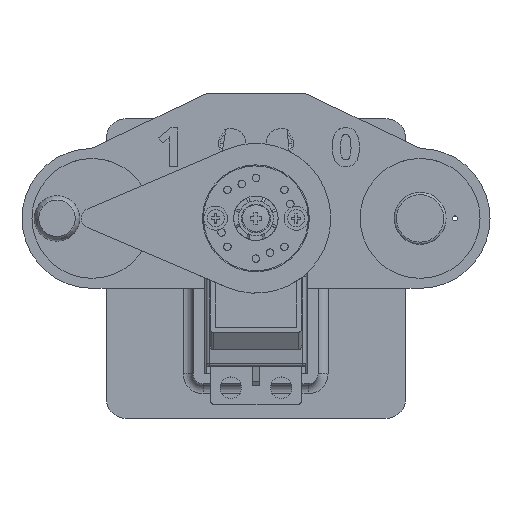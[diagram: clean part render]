
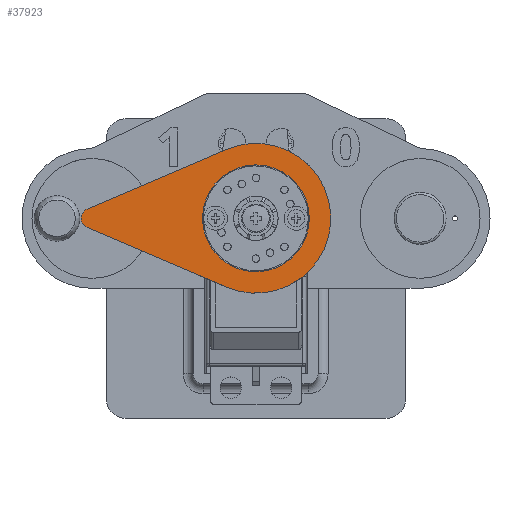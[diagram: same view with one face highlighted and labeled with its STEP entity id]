
A CAD part, top view. The second image highlights one B-rep face of the part: STEP entity #37923.
In plain terms, the highlighted planar face has unit normal (0, 0, 1).
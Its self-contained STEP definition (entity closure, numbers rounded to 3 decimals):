
#37446 = VERTEX_POINT('',#37447);
#37447 = CARTESIAN_POINT('',(1.838,33.788,3.5));
#37454 = CYLINDRICAL_SURFACE('',#37455,2.);
#37455 = AXIS2_PLACEMENT_3D('',#37456,#37457,#37458);
#37456 = CARTESIAN_POINT('',(0.,33.,0.));
#37457 = DIRECTION('',(-0.,-0.,-1.));
#37458 = DIRECTION('',(1.,0.,0.));
#37466 = PLANE('',#37467);
#37467 = AXIS2_PLACEMENT_3D('',#37468,#37469,#37470);
#37468 = CARTESIAN_POINT('',(1.838,33.788,0.));
#37469 = DIRECTION('',(0.919,0.394,0.));
#37470 = DIRECTION('',(0.394,-0.919,0.));
#37478 = EDGE_CURVE('',#37446,#37479,#37481,.T.);
#37479 = VERTEX_POINT('',#37480);
#37480 = CARTESIAN_POINT('',(-1.838,33.788,3.5));
#37481 = SURFACE_CURVE('',#37482,(#37487,#37494),.PCURVE_S1.);
#37482 = CIRCLE('',#37483,2.);
#37483 = AXIS2_PLACEMENT_3D('',#37484,#37485,#37486);
#37484 = CARTESIAN_POINT('',(0.,33.,3.5));
#37485 = DIRECTION('',(0.,0.,1.));
#37486 = DIRECTION('',(1.,0.,0.));
#37487 = PCURVE('',#37454,#37488);
#37488 = DEFINITIONAL_REPRESENTATION('',(#37489),#37493);
#37489 = LINE('',#37490,#37491);
#37490 = CARTESIAN_POINT('',(-0.,-3.5));
#37491 = VECTOR('',#37492,1.);
#37492 = DIRECTION('',(-1.,0.));
#37493 = ( GEOMETRIC_REPRESENTATION_CONTEXT(2) 
PARAMETRIC_REPRESENTATION_CONTEXT() REPRESENTATION_CONTEXT('2D SPACE',''
  ) );
#37494 = PCURVE('',#37495,#37500);
#37495 = PLANE('',#37496);
#37496 = AXIS2_PLACEMENT_3D('',#37497,#37498,#37499);
#37497 = CARTESIAN_POINT('',(1.838,33.788,3.5));
#37498 = DIRECTION('',(0.,0.,-1.));
#37499 = DIRECTION('',(-1.,0.,0.));
#37500 = DEFINITIONAL_REPRESENTATION('',(#37501),#37509);
#37501 = ( BOUNDED_CURVE() B_SPLINE_CURVE(2,(#37502,#37503,#37504,#37505
    ,#37506,#37507,#37508),.UNSPECIFIED.,.F.,.F.) 
B_SPLINE_CURVE_WITH_KNOTS((1,2,2,2,2,1),(-2.094,0.,
    2.094,4.189,6.283,8.378),
.UNSPECIFIED.) CURVE() GEOMETRIC_REPRESENTATION_ITEM() 
RATIONAL_B_SPLINE_CURVE((1.,0.5,1.,0.5,1.,0.5,1.)) REPRESENTATION_ITEM(
  '') );
#37502 = CARTESIAN_POINT('',(-0.162,-0.788));
#37503 = CARTESIAN_POINT('',(-0.162,2.676));
#37504 = CARTESIAN_POINT('',(2.838,0.944));
#37505 = CARTESIAN_POINT('',(5.838,-0.788));
#37506 = CARTESIAN_POINT('',(2.838,-2.52));
#37507 = CARTESIAN_POINT('',(-0.162,-4.252));
#37508 = CARTESIAN_POINT('',(-0.162,-0.788));
#37509 = ( GEOMETRIC_REPRESENTATION_CONTEXT(2) 
PARAMETRIC_REPRESENTATION_CONTEXT() REPRESENTATION_CONTEXT('2D SPACE',''
  ) );
#37527 = PLANE('',#37528);
#37528 = AXIS2_PLACEMENT_3D('',#37529,#37530,#37531);
#37529 = CARTESIAN_POINT('',(-1.838,33.788,0.));
#37530 = DIRECTION('',(0.919,-0.394,0.));
#37531 = DIRECTION('',(-0.394,-0.919,0.));
#37574 = EDGE_CURVE('',#37446,#37575,#37577,.T.);
#37575 = VERTEX_POINT('',#37576);
#37576 = CARTESIAN_POINT('',(13.787,5.909,3.5));
#37577 = SURFACE_CURVE('',#37578,(#37582,#37589),.PCURVE_S1.);
#37578 = LINE('',#37579,#37580);
#37579 = CARTESIAN_POINT('',(1.838,33.788,3.5));
#37580 = VECTOR('',#37581,1.);
#37581 = DIRECTION('',(0.394,-0.919,0.));
#37582 = PCURVE('',#37466,#37583);
#37583 = DEFINITIONAL_REPRESENTATION('',(#37584),#37588);
#37584 = LINE('',#37585,#37586);
#37585 = CARTESIAN_POINT('',(0.,-3.5));
#37586 = VECTOR('',#37587,1.);
#37587 = DIRECTION('',(1.,0.));
#37588 = ( GEOMETRIC_REPRESENTATION_CONTEXT(2) 
PARAMETRIC_REPRESENTATION_CONTEXT() REPRESENTATION_CONTEXT('2D SPACE',''
  ) );
#37589 = PCURVE('',#37495,#37590);
#37590 = DEFINITIONAL_REPRESENTATION('',(#37591),#37595);
#37591 = LINE('',#37592,#37593);
#37592 = CARTESIAN_POINT('',(0.,0.));
#37593 = VECTOR('',#37594,1.);
#37594 = DIRECTION('',(-0.394,-0.919));
#37595 = ( GEOMETRIC_REPRESENTATION_CONTEXT(2) 
PARAMETRIC_REPRESENTATION_CONTEXT() REPRESENTATION_CONTEXT('2D SPACE',''
  ) );
#37613 = CYLINDRICAL_SURFACE('',#37614,15.);
#37614 = AXIS2_PLACEMENT_3D('',#37615,#37616,#37617);
#37615 = CARTESIAN_POINT('',(0.,0.,0.)
  );
#37616 = DIRECTION('',(-0.,-0.,-1.));
#37617 = DIRECTION('',(1.,0.,0.));
#37650 = EDGE_CURVE('',#37479,#37651,#37653,.T.);
#37651 = VERTEX_POINT('',#37652);
#37652 = CARTESIAN_POINT('',(-13.787,5.909,3.5));
#37653 = SURFACE_CURVE('',#37654,(#37658,#37665),.PCURVE_S1.);
#37654 = LINE('',#37655,#37656);
#37655 = CARTESIAN_POINT('',(-1.838,33.788,3.5));
#37656 = VECTOR('',#37657,1.);
#37657 = DIRECTION('',(-0.394,-0.919,0.));
#37658 = PCURVE('',#37527,#37659);
#37659 = DEFINITIONAL_REPRESENTATION('',(#37660),#37664);
#37660 = LINE('',#37661,#37662);
#37661 = CARTESIAN_POINT('',(0.,-3.5));
#37662 = VECTOR('',#37663,1.);
#37663 = DIRECTION('',(1.,-0.));
#37664 = ( GEOMETRIC_REPRESENTATION_CONTEXT(2) 
PARAMETRIC_REPRESENTATION_CONTEXT() REPRESENTATION_CONTEXT('2D SPACE',''
  ) );
#37665 = PCURVE('',#37495,#37666);
#37666 = DEFINITIONAL_REPRESENTATION('',(#37667),#37671);
#37667 = LINE('',#37668,#37669);
#37668 = CARTESIAN_POINT('',(3.677,0.));
#37669 = VECTOR('',#37670,1.);
#37670 = DIRECTION('',(0.394,-0.919));
#37671 = ( GEOMETRIC_REPRESENTATION_CONTEXT(2) 
PARAMETRIC_REPRESENTATION_CONTEXT() REPRESENTATION_CONTEXT('2D SPACE',''
  ) );
#37923 = ADVANCED_FACE('',(#37924,#37955),#37495,.F.);
#37924 = FACE_BOUND('',#37925,.F.);
#37925 = EDGE_LOOP('',(#37926,#37927,#37928,#37954));
#37926 = ORIENTED_EDGE('',*,*,#37478,.F.);
#37927 = ORIENTED_EDGE('',*,*,#37574,.T.);
#37928 = ORIENTED_EDGE('',*,*,#37929,.F.);
#37929 = EDGE_CURVE('',#37651,#37575,#37930,.T.);
#37930 = SURFACE_CURVE('',#37931,(#37936,#37947),.PCURVE_S1.);
#37931 = CIRCLE('',#37932,15.);
#37932 = AXIS2_PLACEMENT_3D('',#37933,#37934,#37935);
#37933 = CARTESIAN_POINT('',(0.,0.,3.5)
  );
#37934 = DIRECTION('',(0.,0.,1.));
#37935 = DIRECTION('',(1.,0.,0.));
#37936 = PCURVE('',#37495,#37937);
#37937 = DEFINITIONAL_REPRESENTATION('',(#37938),#37946);
#37938 = ( BOUNDED_CURVE() B_SPLINE_CURVE(2,(#37939,#37940,#37941,#37942
    ,#37943,#37944,#37945),.UNSPECIFIED.,.T.,.F.) 
B_SPLINE_CURVE_WITH_KNOTS((1,2,2,2,2,1),(-2.094,0.,
    2.094,4.189,6.283,8.378),
.UNSPECIFIED.) CURVE() GEOMETRIC_REPRESENTATION_ITEM() 
RATIONAL_B_SPLINE_CURVE((1.,0.5,1.,0.5,1.,0.5,1.)) REPRESENTATION_ITEM(
  '') );
#37939 = CARTESIAN_POINT('',(-13.162,-33.788));
#37940 = CARTESIAN_POINT('',(-13.162,-7.807));
#37941 = CARTESIAN_POINT('',(9.338,-20.797));
#37942 = CARTESIAN_POINT('',(31.838,-33.788));
#37943 = CARTESIAN_POINT('',(9.338,-46.778));
#37944 = CARTESIAN_POINT('',(-13.162,-59.769));
#37945 = CARTESIAN_POINT('',(-13.162,-33.788));
#37946 = ( GEOMETRIC_REPRESENTATION_CONTEXT(2) 
PARAMETRIC_REPRESENTATION_CONTEXT() REPRESENTATION_CONTEXT('2D SPACE',''
  ) );
#37947 = PCURVE('',#37613,#37948);
#37948 = DEFINITIONAL_REPRESENTATION('',(#37949),#37953);
#37949 = LINE('',#37950,#37951);
#37950 = CARTESIAN_POINT('',(-0.,-3.5));
#37951 = VECTOR('',#37952,1.);
#37952 = DIRECTION('',(-1.,0.));
#37953 = ( GEOMETRIC_REPRESENTATION_CONTEXT(2) 
PARAMETRIC_REPRESENTATION_CONTEXT() REPRESENTATION_CONTEXT('2D SPACE',''
  ) );
#37954 = ORIENTED_EDGE('',*,*,#37650,.F.);
#37955 = FACE_BOUND('',#37956,.F.);
#37956 = EDGE_LOOP('',(#37957));
#37957 = ORIENTED_EDGE('',*,*,#37958,.T.);
#37958 = EDGE_CURVE('',#37959,#37959,#37961,.T.);
#37959 = VERTEX_POINT('',#37960);
#37960 = CARTESIAN_POINT('',(10.7,0.,3.5));
#37961 = SURFACE_CURVE('',#37962,(#37967,#37978),.PCURVE_S1.);
#37962 = CIRCLE('',#37963,10.7);
#37963 = AXIS2_PLACEMENT_3D('',#37964,#37965,#37966);
#37964 = CARTESIAN_POINT('',(0.,0.,3.5));
#37965 = DIRECTION('',(0.,0.,1.));
#37966 = DIRECTION('',(1.,0.,0.));
#37967 = PCURVE('',#37495,#37968);
#37968 = DEFINITIONAL_REPRESENTATION('',(#37969),#37977);
#37969 = ( BOUNDED_CURVE() B_SPLINE_CURVE(2,(#37970,#37971,#37972,#37973
    ,#37974,#37975,#37976),.UNSPECIFIED.,.T.,.F.) 
B_SPLINE_CURVE_WITH_KNOTS((1,2,2,2,2,1),(-2.094,0.,
    2.094,4.189,6.283,8.378),
.UNSPECIFIED.) CURVE() GEOMETRIC_REPRESENTATION_ITEM() 
RATIONAL_B_SPLINE_CURVE((1.,0.5,1.,0.5,1.,0.5,1.)) REPRESENTATION_ITEM(
  '') );
#37970 = CARTESIAN_POINT('',(-8.862,-33.788));
#37971 = CARTESIAN_POINT('',(-8.862,-15.255));
#37972 = CARTESIAN_POINT('',(7.188,-24.521));
#37973 = CARTESIAN_POINT('',(23.238,-33.788));
#37974 = CARTESIAN_POINT('',(7.188,-43.054));
#37975 = CARTESIAN_POINT('',(-8.862,-52.321));
#37976 = CARTESIAN_POINT('',(-8.862,-33.788));
#37977 = ( GEOMETRIC_REPRESENTATION_CONTEXT(2) 
PARAMETRIC_REPRESENTATION_CONTEXT() REPRESENTATION_CONTEXT('2D SPACE',''
  ) );
#37978 = PCURVE('',#37979,#37984);
#37979 = CYLINDRICAL_SURFACE('',#37980,10.7);
#37980 = AXIS2_PLACEMENT_3D('',#37981,#37982,#37983);
#37981 = CARTESIAN_POINT('',(0.,0.,3.5));
#37982 = DIRECTION('',(0.,0.,1.));
#37983 = DIRECTION('',(1.,0.,0.));
#37984 = DEFINITIONAL_REPRESENTATION('',(#37985),#37989);
#37985 = LINE('',#37986,#37987);
#37986 = CARTESIAN_POINT('',(0.,0.));
#37987 = VECTOR('',#37988,1.);
#37988 = DIRECTION('',(1.,0.));
#37989 = ( GEOMETRIC_REPRESENTATION_CONTEXT(2) 
PARAMETRIC_REPRESENTATION_CONTEXT() REPRESENTATION_CONTEXT('2D SPACE',''
  ) );
